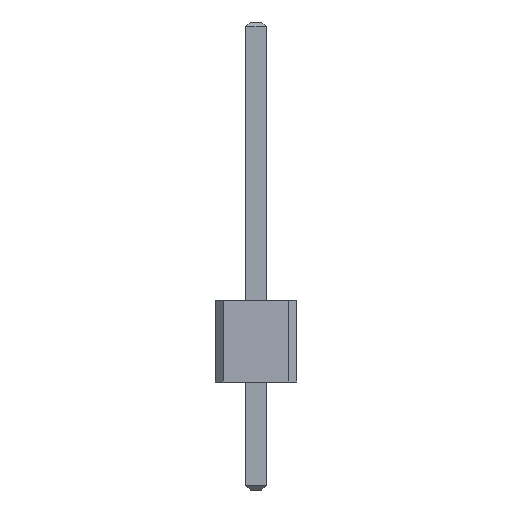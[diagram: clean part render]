
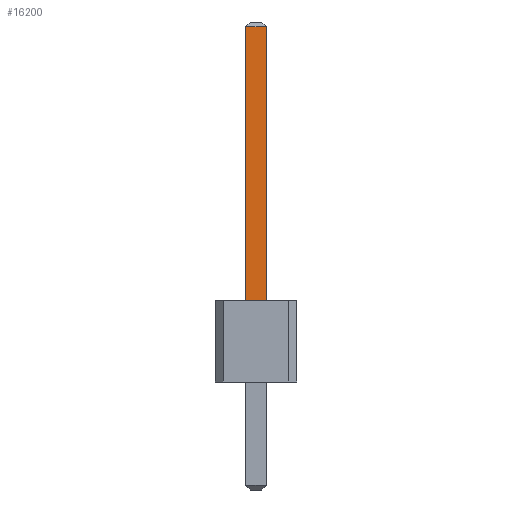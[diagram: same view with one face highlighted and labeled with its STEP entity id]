
A CAD part, front view. The second image highlights one B-rep face of the part: STEP entity #16200.
In plain terms, the highlighted face is planar.
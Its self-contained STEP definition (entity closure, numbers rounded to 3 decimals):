
#111 = PLANE('',#112);
#112 = AXIS2_PLACEMENT_3D('',#113,#114,#115);
#113 = CARTESIAN_POINT('',(17.78,0.,2.5));
#114 = DIRECTION('',(0.,0.,1.));
#115 = DIRECTION('',(1.,0.,0.));
#7599 = VERTEX_POINT('',#7600);
#7600 = CARTESIAN_POINT('',(35.88,0.32,2.5));
#7613 = PLANE('',#7614);
#7614 = AXIS2_PLACEMENT_3D('',#7615,#7616,#7617);
#7615 = CARTESIAN_POINT('',(35.88,0.32,-3.3));
#7616 = DIRECTION('',(0.,-1.,0.));
#7617 = DIRECTION('',(-1.,0.,0.));
#7624 = EDGE_CURVE('',#7599,#7625,#7627,.T.);
#7625 = VERTEX_POINT('',#7626);
#7626 = CARTESIAN_POINT('',(35.88,-0.32,2.5));
#7627 = SURFACE_CURVE('',#7628,(#7632,#7638),.PCURVE_S1.);
#7628 = LINE('',#7629,#7630);
#7629 = CARTESIAN_POINT('',(35.88,-0.16,2.5));
#7630 = VECTOR('',#7631,1.);
#7631 = DIRECTION('',(-0.,-1.,0.));
#7632 = PCURVE('',#111,#7633);
#7633 = DEFINITIONAL_REPRESENTATION('',(#7634),#7637);
#7634 = B_SPLINE_CURVE_WITH_KNOTS('',1,(#7635,#7636),.UNSPECIFIED.,.F.,
  .F.,(2,2),(-0.544,0.224),.PIECEWISE_BEZIER_KNOTS.);
#7635 = CARTESIAN_POINT('',(18.1,0.384));
#7636 = CARTESIAN_POINT('',(18.1,-0.384));
#7637 = ( GEOMETRIC_REPRESENTATION_CONTEXT(2) 
PARAMETRIC_REPRESENTATION_CONTEXT() REPRESENTATION_CONTEXT('2D SPACE',''
  ) );
#7638 = PCURVE('',#7639,#7644);
#7639 = PLANE('',#7640);
#7640 = AXIS2_PLACEMENT_3D('',#7641,#7642,#7643);
#7641 = CARTESIAN_POINT('',(35.88,-0.32,-3.3));
#7642 = DIRECTION('',(-1.,0.,0.));
#7643 = DIRECTION('',(0.,1.,0.));
#7644 = DEFINITIONAL_REPRESENTATION('',(#7645),#7648);
#7645 = B_SPLINE_CURVE_WITH_KNOTS('',1,(#7646,#7647),.UNSPECIFIED.,.F.,
  .F.,(2,2),(-0.544,0.224),.PIECEWISE_BEZIER_KNOTS.);
#7646 = CARTESIAN_POINT('',(0.704,-5.8));
#7647 = CARTESIAN_POINT('',(-0.064,-5.8));
#7648 = ( GEOMETRIC_REPRESENTATION_CONTEXT(2) 
PARAMETRIC_REPRESENTATION_CONTEXT() REPRESENTATION_CONTEXT('2D SPACE',''
  ) );
#7665 = PLANE('',#7666);
#7666 = AXIS2_PLACEMENT_3D('',#7667,#7668,#7669);
#7667 = CARTESIAN_POINT('',(35.24,-0.32,-3.3));
#7668 = DIRECTION('',(0.,1.,0.));
#7669 = DIRECTION('',(1.,0.,0.));
#16021 = EDGE_CURVE('',#7599,#16022,#16024,.T.);
#16022 = VERTEX_POINT('',#16023);
#16023 = CARTESIAN_POINT('',(35.88,0.32,10.85));
#16024 = SURFACE_CURVE('',#16025,(#16029,#16036),.PCURVE_S1.);
#16025 = LINE('',#16026,#16027);
#16026 = CARTESIAN_POINT('',(35.88,0.32,-3.3));
#16027 = VECTOR('',#16028,1.);
#16028 = DIRECTION('',(0.,0.,1.));
#16029 = PCURVE('',#7613,#16030);
#16030 = DEFINITIONAL_REPRESENTATION('',(#16031),#16035);
#16031 = LINE('',#16032,#16033);
#16032 = CARTESIAN_POINT('',(0.,-0.));
#16033 = VECTOR('',#16034,1.);
#16034 = DIRECTION('',(0.,-1.));
#16035 = ( GEOMETRIC_REPRESENTATION_CONTEXT(2) 
PARAMETRIC_REPRESENTATION_CONTEXT() REPRESENTATION_CONTEXT('2D SPACE',''
  ) );
#16036 = PCURVE('',#7639,#16037);
#16037 = DEFINITIONAL_REPRESENTATION('',(#16038),#16042);
#16038 = LINE('',#16039,#16040);
#16039 = CARTESIAN_POINT('',(0.64,0.));
#16040 = VECTOR('',#16041,1.);
#16041 = DIRECTION('',(0.,-1.));
#16042 = ( GEOMETRIC_REPRESENTATION_CONTEXT(2) 
PARAMETRIC_REPRESENTATION_CONTEXT() REPRESENTATION_CONTEXT('2D SPACE',''
  ) );
#16153 = VERTEX_POINT('',#16154);
#16154 = CARTESIAN_POINT('',(35.88,-0.32,10.85));
#16180 = EDGE_CURVE('',#7625,#16153,#16181,.T.);
#16181 = SURFACE_CURVE('',#16182,(#16186,#16193),.PCURVE_S1.);
#16182 = LINE('',#16183,#16184);
#16183 = CARTESIAN_POINT('',(35.88,-0.32,-3.3));
#16184 = VECTOR('',#16185,1.);
#16185 = DIRECTION('',(0.,0.,1.));
#16186 = PCURVE('',#7665,#16187);
#16187 = DEFINITIONAL_REPRESENTATION('',(#16188),#16192);
#16188 = LINE('',#16189,#16190);
#16189 = CARTESIAN_POINT('',(0.64,0.));
#16190 = VECTOR('',#16191,1.);
#16191 = DIRECTION('',(0.,-1.));
#16192 = ( GEOMETRIC_REPRESENTATION_CONTEXT(2) 
PARAMETRIC_REPRESENTATION_CONTEXT() REPRESENTATION_CONTEXT('2D SPACE',''
  ) );
#16193 = PCURVE('',#7639,#16194);
#16194 = DEFINITIONAL_REPRESENTATION('',(#16195),#16199);
#16195 = LINE('',#16196,#16197);
#16196 = CARTESIAN_POINT('',(0.,0.));
#16197 = VECTOR('',#16198,1.);
#16198 = DIRECTION('',(0.,-1.));
#16199 = ( GEOMETRIC_REPRESENTATION_CONTEXT(2) 
PARAMETRIC_REPRESENTATION_CONTEXT() REPRESENTATION_CONTEXT('2D SPACE',''
  ) );
#16200 = ADVANCED_FACE('',(#16201),#7639,.F.);
#16201 = FACE_BOUND('',#16202,.F.);
#16202 = EDGE_LOOP('',(#16203,#16204,#16205,#16231));
#16203 = ORIENTED_EDGE('',*,*,#7624,.T.);
#16204 = ORIENTED_EDGE('',*,*,#16180,.T.);
#16205 = ORIENTED_EDGE('',*,*,#16206,.T.);
#16206 = EDGE_CURVE('',#16153,#16022,#16207,.T.);
#16207 = SURFACE_CURVE('',#16208,(#16212,#16219),.PCURVE_S1.);
#16208 = LINE('',#16209,#16210);
#16209 = CARTESIAN_POINT('',(35.88,-0.32,10.85));
#16210 = VECTOR('',#16211,1.);
#16211 = DIRECTION('',(0.,1.,0.));
#16212 = PCURVE('',#7639,#16213);
#16213 = DEFINITIONAL_REPRESENTATION('',(#16214),#16218);
#16214 = LINE('',#16215,#16216);
#16215 = CARTESIAN_POINT('',(0.,-14.15));
#16216 = VECTOR('',#16217,1.);
#16217 = DIRECTION('',(1.,0.));
#16218 = ( GEOMETRIC_REPRESENTATION_CONTEXT(2) 
PARAMETRIC_REPRESENTATION_CONTEXT() REPRESENTATION_CONTEXT('2D SPACE',''
  ) );
#16219 = PCURVE('',#16220,#16225);
#16220 = PLANE('',#16221);
#16221 = AXIS2_PLACEMENT_3D('',#16222,#16223,#16224);
#16222 = CARTESIAN_POINT('',(35.805,-0.32,10.925));
#16223 = DIRECTION('',(-0.707,0.,
    -0.707));
#16224 = DIRECTION('',(0.,1.,0.));
#16225 = DEFINITIONAL_REPRESENTATION('',(#16226),#16230);
#16226 = LINE('',#16227,#16228);
#16227 = CARTESIAN_POINT('',(0.,0.106));
#16228 = VECTOR('',#16229,1.);
#16229 = DIRECTION('',(1.,0.));
#16230 = ( GEOMETRIC_REPRESENTATION_CONTEXT(2) 
PARAMETRIC_REPRESENTATION_CONTEXT() REPRESENTATION_CONTEXT('2D SPACE',''
  ) );
#16231 = ORIENTED_EDGE('',*,*,#16021,.F.);
